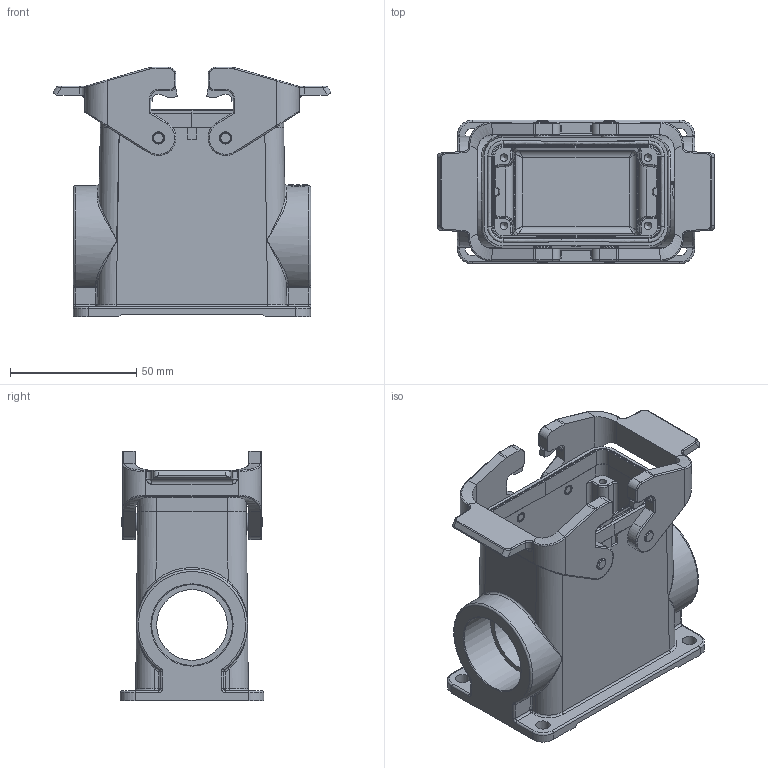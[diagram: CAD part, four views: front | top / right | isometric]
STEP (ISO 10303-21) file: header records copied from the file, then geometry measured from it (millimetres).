
FILE_DESCRIPTION(/* description */ (''),/* implementation_level */ '2;1');
FILE_NAME(/* name */ '100095319ugm000_c.stp',/* time_stamp */ '2017-11-03T10:37:22+01:00',/* author */ (''),/* organization */ (''),/* preprocessor_version */ 'ST-DEVELOPER v16',/* originating_system */ 'SIEMENS PLM Software NX 10.0',/* authorisation */ '');
FILE_SCHEMA (('AUTOMOTIVE_DESIGN { 1 0 10303 214 3 1 1 1 }'));
Length unit declared in the file: millimetre
Products named in the file (1): 100095319ugm000_c
Bounding box: 110 x 57 x 98.8 mm (x, y, z)
Volume: 141394.1 mm3; surface area: 60513.6 mm2
Topology: 3 solids, 4 shells, 933 faces, 2416 edges, 1526 vertices
Faces by surface type: plane 367, cylinder 248, bspline 248, torus 34, cone 28, sphere 8
Full cylindrical faces by diameter (mm): 2.95 x3, 3 x4, 4 x4, 4.8 x4, 5.6 x4, 7 x4, 28 x2, 32 x2
Entity records: 42747 total; most frequent: CARTESIAN_POINT 16760, ORIENTED_EDGE 4572, DIRECTION 3800, EDGE_CURVE 2286, VERTEX_POINT 1460, AXIS2_PLACEMENT_3D 1350, LINE 1100, VECTOR 1100
